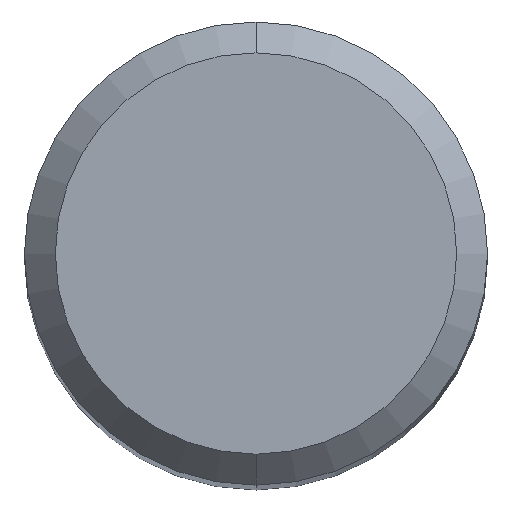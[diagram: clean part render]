
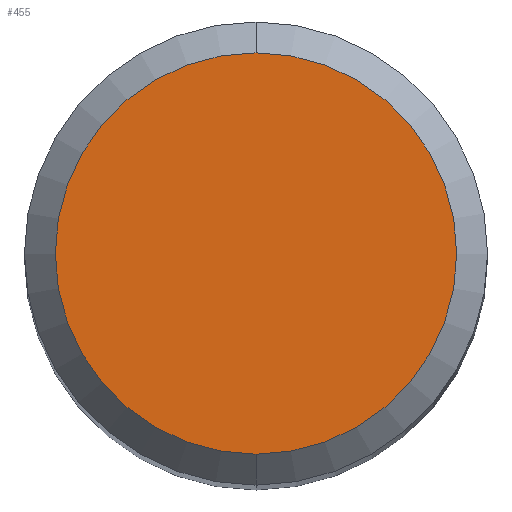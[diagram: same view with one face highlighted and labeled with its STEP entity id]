
A CAD part, top view. The second image highlights one B-rep face of the part: STEP entity #455.
In plain terms, the highlighted planar face has unit normal (0, 0, 1).
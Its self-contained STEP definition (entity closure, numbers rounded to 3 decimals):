
#235=EDGE_CURVE('',#323,#379,#549,.T.);
#323=VERTEX_POINT('',#645);
#379=VERTEX_POINT('',#706);
#455=ADVANCED_FACE('',(#790),#791,.T.);
#457=EDGE_CURVE('',#379,#323,#793,.T.);
#549=CIRCLE('',#958,2.6);
#645=CARTESIAN_POINT('',(0.,-2.6,0.0));
#706=CARTESIAN_POINT('',(0.0,2.6,0.0));
#790=FACE_OUTER_BOUND('',#1426,.T.);
#791=PLANE('',#1427);
#793=CIRCLE('',#1430,2.6);
#958=AXIS2_PLACEMENT_3D('',#1523,#1524,#1525);
#1426=EDGE_LOOP('',(#1789,#1790));
#1427=AXIS2_PLACEMENT_3D('',#1791,#1792,#1793);
#1430=AXIS2_PLACEMENT_3D('',#1794,#1795,#1796);
#1523=CARTESIAN_POINT('',(0.0,0.0,0.0));
#1524=DIRECTION('',(0.0,0.0,-1.0));
#1525=DIRECTION('',(0.0,1.0,0.0));
#1789=ORIENTED_EDGE('',*,*,#457,.F.);
#1790=ORIENTED_EDGE('',*,*,#235,.F.);
#1791=CARTESIAN_POINT('',(0.0,1.3,0.0));
#1792=DIRECTION('',(-0.0,0.0,1.0));
#1793=DIRECTION('',(0.0,-1.0,0.0));
#1794=CARTESIAN_POINT('',(0.0,0.0,0.0));
#1795=DIRECTION('',(0.0,0.0,-1.0));
#1796=DIRECTION('',(0.0,1.0,0.0));
